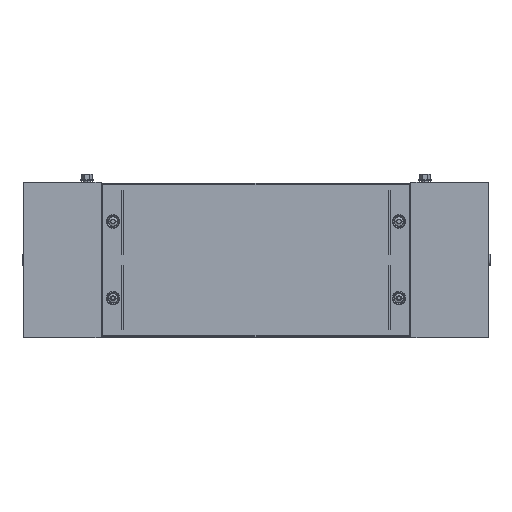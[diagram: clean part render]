
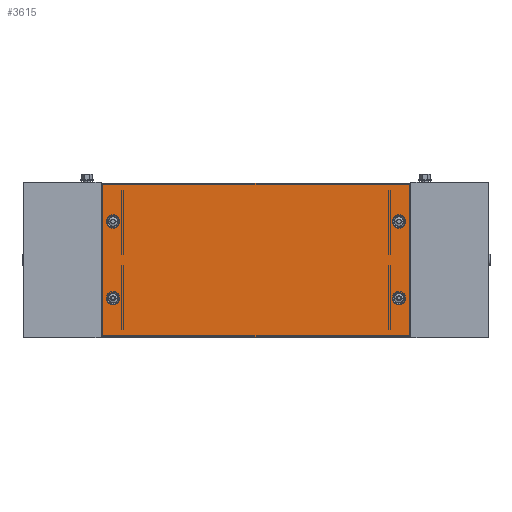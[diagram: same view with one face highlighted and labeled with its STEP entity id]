
A CAD part, top view. The second image highlights one B-rep face of the part: STEP entity #3615.
In plain terms, the highlighted face is planar.
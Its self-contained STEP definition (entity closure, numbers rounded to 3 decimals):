
#276 = VERTEX_POINT ( 'NONE', #5005 ) ;
#306 = AXIS2_PLACEMENT_3D ( 'NONE', #7518, #8910, #15875 ) ;
#329 = EDGE_CURVE ( 'NONE', #17373, #6123, #428, .T. ) ;
#389 = EDGE_CURVE ( 'NONE', #13383, #3939, #13813, .T. ) ;
#428 = CIRCLE ( 'NONE', #10703, 7.691 ) ;
#461 = CARTESIAN_POINT ( 'NONE',  ( 115.5, -50.5, 0. ) ) ;
#662 = DIRECTION ( 'NONE',  ( 0., 0., 1. ) ) ;
#716 = EDGE_CURVE ( 'NONE', #11308, #14559, #6364, .T. ) ;
#775 = CARTESIAN_POINT ( 'NONE',  ( 101., -1., 0. ) ) ;
#790 = DIRECTION ( 'NONE',  ( 0., 0., 1. ) ) ;
#873 = DIRECTION ( 'NONE',  ( 0., 0., 1. ) ) ;
#1005 = VECTOR ( 'NONE', #14837, 1000. ) ;
#1010 = CIRCLE ( 'NONE', #10410, 7.691 ) ;
#1043 = ORIENTED_EDGE ( 'NONE', *, *, #11422, .T. ) ;
#1706 = CARTESIAN_POINT ( 'NONE',  ( 115.5, -50.5, 0. ) ) ;
#1733 = CARTESIAN_POINT ( 'NONE',  ( 484.5, -149.5, 0. ) ) ;
#1775 = ORIENTED_EDGE ( 'NONE', *, *, #329, .T. ) ;
#1827 = FACE_BOUND ( 'NONE', #12410, .T. ) ;
#2163 = ORIENTED_EDGE ( 'NONE', *, *, #13337, .T. ) ;
#2277 = EDGE_CURVE ( 'NONE', #11628, #4444, #14087, .T. ) ;
#2541 = CIRCLE ( 'NONE', #13413, 7.691 ) ;
#2550 = ORIENTED_EDGE ( 'NONE', *, *, #2861, .T. ) ;
#2582 = CARTESIAN_POINT ( 'NONE',  ( 101., -199., 0. ) ) ;
#2837 = EDGE_LOOP ( 'NONE', ( #1043, #6290 ) ) ;
#2861 = EDGE_CURVE ( 'NONE', #4444, #11628, #17926, .T. ) ;
#2917 = DIRECTION ( 'NONE',  ( 0., 0., 1. ) ) ;
#2927 = DIRECTION ( 'NONE',  ( 0., 0., 1. ) ) ;
#3416 = DIRECTION ( 'NONE',  ( -1., 0., 0. ) ) ;
#3427 = EDGE_LOOP ( 'NONE', ( #12531, #14957, #3743, #9451 ) ) ;
#3565 = CARTESIAN_POINT ( 'NONE',  ( 492.191, -50.5, 0. ) ) ;
#3615 = ADVANCED_FACE ( 'NONE', ( #1827, #11746, #11572, #17264, #4381 ), #17358, .F. ) ;
#3616 = CARTESIAN_POINT ( 'NONE',  ( 484.5, -50.5, 0. ) ) ;
#3743 = ORIENTED_EDGE ( 'NONE', *, *, #389, .F. ) ;
#3758 = EDGE_LOOP ( 'NONE', ( #1775, #2163 ) ) ;
#3939 = VERTEX_POINT ( 'NONE', #8321 ) ;
#4257 = LINE ( 'NONE', #8430, #15624 ) ;
#4272 = EDGE_CURVE ( 'NONE', #3939, #11308, #16016, .T. ) ;
#4377 = DIRECTION ( 'NONE',  ( 0., 0., 1. ) ) ;
#4381 = FACE_OUTER_BOUND ( 'NONE', #3427, .T. ) ;
#4444 = VERTEX_POINT ( 'NONE', #8759 ) ;
#4835 = DIRECTION ( 'NONE',  ( 0., 0., 1. ) ) ;
#5005 = CARTESIAN_POINT ( 'NONE',  ( 476.809, -149.5, 0. ) ) ;
#5880 = DIRECTION ( 'NONE',  ( 1., 0., 0. ) ) ;
#5973 = CARTESIAN_POINT ( 'NONE',  ( 115.5, -149.5, 0. ) ) ;
#6026 = AXIS2_PLACEMENT_3D ( 'NONE', #17426, #4835, #7494 ) ;
#6050 = EDGE_CURVE ( 'NONE', #7899, #276, #2541, .T. ) ;
#6123 = VERTEX_POINT ( 'NONE', #3565 ) ;
#6290 = ORIENTED_EDGE ( 'NONE', *, *, #7149, .T. ) ;
#6364 = LINE ( 'NONE', #16372, #8115 ) ;
#6769 = AXIS2_PLACEMENT_3D ( 'NONE', #1706, #790, #16314 ) ;
#7149 = EDGE_CURVE ( 'NONE', #14743, #13637, #7175, .T. ) ;
#7175 = CIRCLE ( 'NONE', #9525, 7.691 ) ;
#7494 = DIRECTION ( 'NONE',  ( 1., 0., 0. ) ) ;
#7518 = CARTESIAN_POINT ( 'NONE',  ( 0., 0., 0. ) ) ;
#7537 = CARTESIAN_POINT ( 'NONE',  ( 107.809, -50.5, 0. ) ) ;
#7748 = CARTESIAN_POINT ( 'NONE',  ( 107.809, -149.5, 0. ) ) ;
#7770 = CARTESIAN_POINT ( 'NONE',  ( 499., -199., 0. ) ) ;
#7899 = VERTEX_POINT ( 'NONE', #16577 ) ;
#8032 = DIRECTION ( 'NONE',  ( 1., 0., 0. ) ) ;
#8115 = VECTOR ( 'NONE', #9306, 1000. ) ;
#8280 = CARTESIAN_POINT ( 'NONE',  ( 476.809, -50.5, 0. ) ) ;
#8321 = CARTESIAN_POINT ( 'NONE',  ( 499., -1., 0. ) ) ;
#8430 = CARTESIAN_POINT ( 'NONE',  ( 101., -199., 0. ) ) ;
#8550 = DIRECTION ( 'NONE',  ( 1., 0., 0. ) ) ;
#8578 = DIRECTION ( 'NONE',  ( 0., 0., 1. ) ) ;
#8750 = EDGE_CURVE ( 'NONE', #14559, #13383, #4257, .T. ) ;
#8759 = CARTESIAN_POINT ( 'NONE',  ( 123.191, -50.5, 0. ) ) ;
#8910 = DIRECTION ( 'NONE',  ( 0., 0., 1. ) ) ;
#8942 = ORIENTED_EDGE ( 'NONE', *, *, #11935, .T. ) ;
#9306 = DIRECTION ( 'NONE',  ( 0., -1., 0. ) ) ;
#9451 = ORIENTED_EDGE ( 'NONE', *, *, #8750, .F. ) ;
#9525 = AXIS2_PLACEMENT_3D ( 'NONE', #14611, #662, #10399 ) ;
#9611 = ORIENTED_EDGE ( 'NONE', *, *, #6050, .T. ) ;
#10399 = DIRECTION ( 'NONE',  ( 1., 0., 0. ) ) ;
#10410 = AXIS2_PLACEMENT_3D ( 'NONE', #5973, #8578, #5880 ) ;
#10703 = AXIS2_PLACEMENT_3D ( 'NONE', #3616, #873, #8032 ) ;
#11308 = VERTEX_POINT ( 'NONE', #15915 ) ;
#11397 = DIRECTION ( 'NONE',  ( 1., 0., 0. ) ) ;
#11422 = EDGE_CURVE ( 'NONE', #13637, #14743, #1010, .T. ) ;
#11572 = FACE_BOUND ( 'NONE', #3758, .T. ) ;
#11628 = VERTEX_POINT ( 'NONE', #7537 ) ;
#11746 = FACE_BOUND ( 'NONE', #2837, .T. ) ;
#11879 = VECTOR ( 'NONE', #3416, 1000. ) ;
#11935 = EDGE_CURVE ( 'NONE', #276, #7899, #14542, .T. ) ;
#11999 = ORIENTED_EDGE ( 'NONE', *, *, #2277, .T. ) ;
#12080 = CARTESIAN_POINT ( 'NONE',  ( 499., -1., 0. ) ) ;
#12410 = EDGE_LOOP ( 'NONE', ( #8942, #9611 ) ) ;
#12531 = ORIENTED_EDGE ( 'NONE', *, *, #716, .F. ) ;
#12733 = DIRECTION ( 'NONE',  ( 1., 0., 0. ) ) ;
#13337 = EDGE_CURVE ( 'NONE', #6123, #17373, #13954, .T. ) ;
#13383 = VERTEX_POINT ( 'NONE', #7770 ) ;
#13413 = AXIS2_PLACEMENT_3D ( 'NONE', #15794, #2927, #11397 ) ;
#13504 = AXIS2_PLACEMENT_3D ( 'NONE', #461, #4377, #15873 ) ;
#13637 = VERTEX_POINT ( 'NONE', #7748 ) ;
#13813 = LINE ( 'NONE', #12080, #1005 ) ;
#13954 = CIRCLE ( 'NONE', #6026, 7.691 ) ;
#14087 = CIRCLE ( 'NONE', #13504, 7.691 ) ;
#14542 = CIRCLE ( 'NONE', #16002, 7.691 ) ;
#14559 = VERTEX_POINT ( 'NONE', #2582 ) ;
#14611 = CARTESIAN_POINT ( 'NONE',  ( 115.5, -149.5, 0. ) ) ;
#14743 = VERTEX_POINT ( 'NONE', #16003 ) ;
#14837 = DIRECTION ( 'NONE',  ( 0., 1., 0. ) ) ;
#14957 = ORIENTED_EDGE ( 'NONE', *, *, #4272, .F. ) ;
#15624 = VECTOR ( 'NONE', #12733, 1000. ) ;
#15794 = CARTESIAN_POINT ( 'NONE',  ( 484.5, -149.5, 0. ) ) ;
#15873 = DIRECTION ( 'NONE',  ( 1., 0., 0. ) ) ;
#15875 = DIRECTION ( 'NONE',  ( 1., 0., 0. ) ) ;
#15915 = CARTESIAN_POINT ( 'NONE',  ( 101., -1., 0. ) ) ;
#16002 = AXIS2_PLACEMENT_3D ( 'NONE', #1733, #2917, #8550 ) ;
#16003 = CARTESIAN_POINT ( 'NONE',  ( 123.191, -149.5, 0. ) ) ;
#16016 = LINE ( 'NONE', #775, #11879 ) ;
#16314 = DIRECTION ( 'NONE',  ( 1., 0., 0. ) ) ;
#16372 = CARTESIAN_POINT ( 'NONE',  ( 101., -1., 0. ) ) ;
#16577 = CARTESIAN_POINT ( 'NONE',  ( 492.191, -149.5, 0. ) ) ;
#17264 = FACE_BOUND ( 'NONE', #17429, .T. ) ;
#17358 = PLANE ( 'NONE',  #306 ) ;
#17373 = VERTEX_POINT ( 'NONE', #8280 ) ;
#17426 = CARTESIAN_POINT ( 'NONE',  ( 484.5, -50.5, 0. ) ) ;
#17429 = EDGE_LOOP ( 'NONE', ( #11999, #2550 ) ) ;
#17926 = CIRCLE ( 'NONE', #6769, 7.691 ) ;
